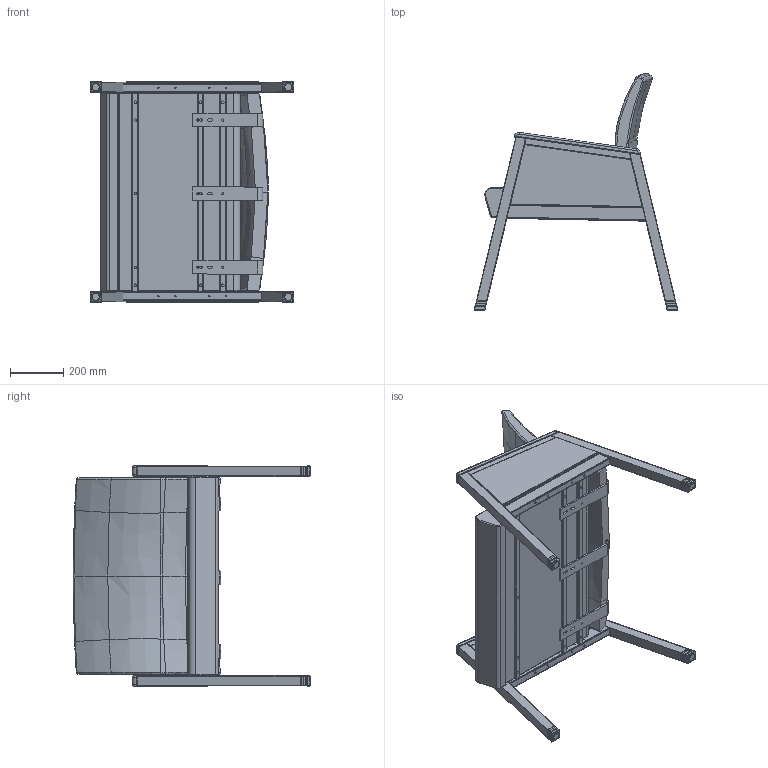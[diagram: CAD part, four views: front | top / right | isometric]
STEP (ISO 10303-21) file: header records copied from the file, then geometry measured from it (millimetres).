
FILE_DESCRIPTION(/* description */ (''),/* implementation_level */ '2;1');
FILE_NAME(/* name */ 'KAD10BPJ.stp',/* time_stamp */ '2016-10-19T09:47:20-04:00',/* author */ ('emerkel'),/* organization */ (''),/* preprocessor_version */ 'ST-DEVELOPER v16.5',/* originating_system */ 'Autodesk Inventor 2017',/* authorisation */ '');
FILE_SCHEMA (('AUTOMOTIVE_DESIGN { 1 0 10303 214 3 1 1 }'));
Products named in the file (23): KAD10BPJ; UBACK KAD10B; USEAT KAD10B; KOW10 MAC BLK; LEG CAP KOL-1; LEG CAP KOL-1_1; GLD BLK 5-16; UPANEL KAD10; KAD ARML BRZ; KAD FRONT LEG-F; KAD TOP BAR-F; KAD REAR LEG-F; KAD BOTTOM BAR-F; KAD ARMR BRZ; KAD FRONT LEG-F_MIR; KAD TOP BAR-F_MIR; KAD REAR LEG-F_MIR; KAD BOTTOM BAR-F_MIR; ST1X1.5X30; ST1X1.5X30_1; ST1X1.5X30_2; STUBE PLT-4; JBAR KOT
Assembly tree (32 placements, depth 3):
  KAD10BPJ
    UBACK KAD10B
    USEAT KAD10B
    KOW10 MAC BLK  x2
    LEG CAP KOL-1  x4
      LEG CAP KOL-1_1
      GLD BLK 5-16
    UPANEL KAD10  x2
    KAD ARML BRZ
      KAD FRONT LEG-F
      KAD TOP BAR-F
      KAD REAR LEG-F
      KAD BOTTOM BAR-F
    KAD ARMR BRZ
      KAD FRONT LEG-F_MIR
      KAD TOP BAR-F_MIR
      KAD REAR LEG-F_MIR
      KAD BOTTOM BAR-F_MIR
    ST1X1.5X30  x3
      ST1X1.5X30_1
      ST1X1.5X30_2
      STUBE PLT-4
    JBAR KOT  x3
Bounding box: 762.56 x 891.97 x 828.67 mm (x, y, z)
Volume: 63654209.7 mm3; surface area: 4573168.4 mm2
Topology: 51 solids, 59 shells, 3219 faces, 6981 edges, 3896 vertices
Faces by surface type: cylinder 1068, plane 793, bspline 726, torus 546, sphere 82, cone 4
Full cylindrical faces by diameter (mm): 4.366 x8, 6.35 x44, 6.528 x8, 7.925 x8, 8.712 x6, 8.733 x24, 9.525 x30, 9.906 x4, 11.989 x4, 31.75 x4
Entity records: 41866 total; most frequent: CARTESIAN_POINT 18989, ORIENTED_EDGE 4604, DIRECTION 4354, EDGE_CURVE 2304, AXIS2_PLACEMENT_3D 1702, VERTEX_POINT 1368, EDGE_LOOP 1300, FACE_OUTER_BOUND 1068
